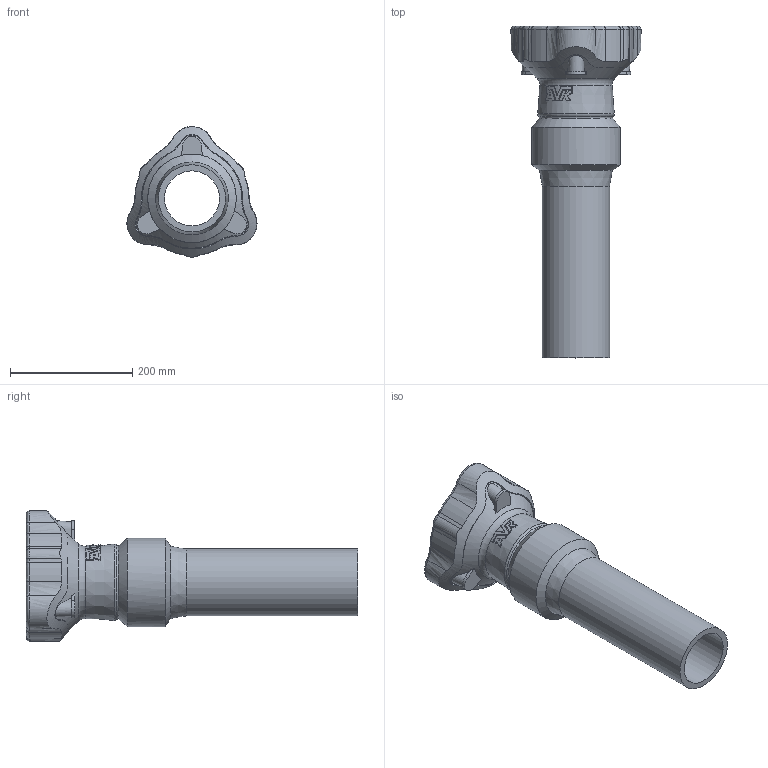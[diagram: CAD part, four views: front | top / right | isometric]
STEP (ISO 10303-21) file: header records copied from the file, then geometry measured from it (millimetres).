
FILE_DESCRIPTION (( 'STEP AP203' ), '1' );
FILE_NAME ('O_635_DN080_110mm_AA1_step.step', '2016-10-13T07:39:10', ( 'Windows User' ), ( 'AVK' ), 'SwSTEP 2.0', 'SolidWorks 2012', '' );
FILE_SCHEMA (( 'CONFIG_CONTROL_DESIGN' ));
Length unit declared in the file: millimetre
Products named in the file (1): O_635_DN080_110mm_AA1_step
Bounding box: 212.98 x 543.51 x 214.2 mm (x, y, z)
Volume: 3936997.9 mm3; surface area: 420998.8 mm2
Topology: 1 solids, 1 shells, 263 faces, 725 edges, 474 vertices
Faces by surface type: bspline 118, plane 88, cylinder 45, cone 9, torus 3
Full cylindrical faces by diameter (mm): 90 x1, 110 x1, 145 x1
Entity records: 12421 total; most frequent: CARTESIAN_POINT 7114, ORIENTED_EDGE 1404, EDGE_CURVE 702, DIRECTION 676, VERTEX_POINT 464, EDGE_LOOP 288, FACE_OUTER_BOUND 270, LINE 266
